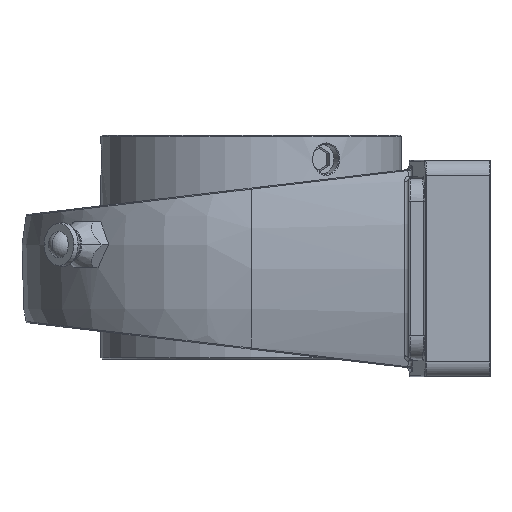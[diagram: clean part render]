
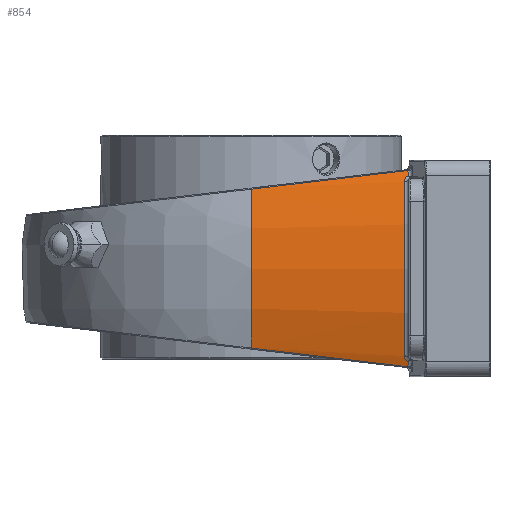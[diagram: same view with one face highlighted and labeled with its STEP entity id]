
A CAD part, left-side view. The second image highlights one B-rep face of the part: STEP entity #854.
In plain terms, the highlighted cylindrical face has radius 96.8 mm (diameter 193.6 mm), a partial arc.
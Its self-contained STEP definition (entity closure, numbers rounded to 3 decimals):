
#751 = VERTEX_POINT ( 'NONE', #3315 ) ;
#752 = ORIENTED_EDGE ( 'NONE', *, *, #894, .T. ) ;
#754 = VERTEX_POINT ( 'NONE', #3309 ) ;
#758 = VERTEX_POINT ( 'NONE', #3304 ) ;
#766 = EDGE_LOOP ( 'NONE', ( #853, #858, #846, #900, #809, #752, #863, #887 ) ) ;
#775 = VERTEX_POINT ( 'NONE', #3359 ) ;
#804 = EDGE_CURVE ( 'NONE', #839, #859, #3389, .T. ) ;
#809 = ORIENTED_EDGE ( 'NONE', *, *, #901, .T. ) ;
#833 = VERTEX_POINT ( 'NONE', #3388 ) ;
#839 = VERTEX_POINT ( 'NONE', #3372 ) ;
#840 = VERTEX_POINT ( 'NONE', #3368 ) ;
#846 = ORIENTED_EDGE ( 'NONE', *, *, #848, .T. ) ;
#848 = EDGE_CURVE ( 'NONE', #754, #839, #3365, .T. ) ;
#853 = ORIENTED_EDGE ( 'NONE', *, *, #857, .T. ) ;
#854 = ADVANCED_FACE ( 'NONE', ( #3367 ), #3371, .T. ) ;
#856 = EDGE_CURVE ( 'NONE', #751, #754, #3397, .T. ) ;
#857 = EDGE_CURVE ( 'NONE', #775, #751, #3433, .T. ) ;
#858 = ORIENTED_EDGE ( 'NONE', *, *, #856, .T. ) ;
#859 = VERTEX_POINT ( 'NONE', #3401 ) ;
#863 = ORIENTED_EDGE ( 'NONE', *, *, #889, .T. ) ;
#887 = ORIENTED_EDGE ( 'NONE', *, *, #890, .T. ) ;
#889 = EDGE_CURVE ( 'NONE', #840, #758, #3424, .T. ) ;
#890 = EDGE_CURVE ( 'NONE', #758, #775, #3415, .T. ) ;
#894 = EDGE_CURVE ( 'NONE', #833, #840, #3449, .T. ) ;
#900 = ORIENTED_EDGE ( 'NONE', *, *, #804, .T. ) ;
#901 = EDGE_CURVE ( 'NONE', #859, #833, #3471, .T. ) ;
#3304 = CARTESIAN_POINT ( 'NONE',  ( -72.922, 79.4, 26.431 ) ) ;
#3309 = CARTESIAN_POINT ( 'NONE',  ( -71.544, 27.247, -30.877 ) ) ;
#3315 = CARTESIAN_POINT ( 'NONE',  ( -70.934, 27.291, -32.631 ) ) ;
#3359 = CARTESIAN_POINT ( 'NONE',  ( -72.922, 79.4, -26.431 ) ) ;
#3363 = CARTESIAN_POINT ( 'NONE',  ( -71.544, 27.247, -30.877 ) ) ;
#3364 = CARTESIAN_POINT ( 'NONE',  ( 20.2, -45.437, 0. ) ) ;
#3365 = B_SPLINE_CURVE_WITH_KNOTS ( 'NONE', 3,
 ( #3363, #3412, #3411, #3410, #3409, #3408, #3407, #3406, #3405, #3404 ),
 .UNSPECIFIED., .F., .F.,
 ( 4, 2, 2, 2, 4 ),
 ( 0.001, 0.001, 0.002, 0.003, 0.003 ),
 .UNSPECIFIED. ) ;
#3367 = FACE_OUTER_BOUND ( 'NONE', #766, .T. ) ;
#3368 = CARTESIAN_POINT ( 'NONE',  ( -70.934, 27.291, 32.631 ) ) ;
#3369 = AXIS2_PLACEMENT_3D ( 'NONE', #3364, #3414, #3413 ) ;
#3370 = DIRECTION ( 'NONE',  ( 0., 0., 1. ) ) ;
#3371 = CYLINDRICAL_SURFACE ( 'NONE', #3369, 96.8 ) ;
#3372 = CARTESIAN_POINT ( 'NONE',  ( -72.138, 28.5, -29.05 ) ) ;
#3377 = AXIS2_PLACEMENT_3D ( 'NONE', #3380, #3381, #3370 ) ;
#3380 = CARTESIAN_POINT ( 'NONE',  ( 20.2, 28.5, 0. ) ) ;
#3381 = DIRECTION ( 'NONE',  ( 0., 1., 0. ) ) ;
#3388 = CARTESIAN_POINT ( 'NONE',  ( -71.544, 27.247, 30.877 ) ) ;
#3389 = CIRCLE ( 'NONE', #3377, 96.8 ) ;
#3393 = CARTESIAN_POINT ( 'NONE',  ( -71.544, 27.247, -30.877 ) ) ;
#3394 = CARTESIAN_POINT ( 'NONE',  ( -71.346, 27.261, -31.463 ) ) ;
#3395 = CARTESIAN_POINT ( 'NONE',  ( -71.143, 27.276, -32.048 ) ) ;
#3396 = CARTESIAN_POINT ( 'NONE',  ( -70.934, 27.291, -32.631 ) ) ;
#3397 =( BOUNDED_CURVE ( )  B_SPLINE_CURVE ( 3, ( #3396, #3395, #3394, #3393 ),
 .UNSPECIFIED., .F., .T. ) 
 B_SPLINE_CURVE_WITH_KNOTS ( ( 4, 4 ),
 ( 2.798, 2.817 ),
 .UNSPECIFIED. ) 
 CURVE ( )  GEOMETRIC_REPRESENTATION_ITEM ( )  RATIONAL_B_SPLINE_CURVE ( ( 1., 1., 1., 1. ) ) 
 REPRESENTATION_ITEM ( '' )  );
#3401 = CARTESIAN_POINT ( 'NONE',  ( -72.138, 28.5, 29.05 ) ) ;
#3404 = CARTESIAN_POINT ( 'NONE',  ( -72.138, 28.5, -29.05 ) ) ;
#3405 = CARTESIAN_POINT ( 'NONE',  ( -72.077, 28.5, -29.245 ) ) ;
#3406 = CARTESIAN_POINT ( 'NONE',  ( -72.016, 28.471, -29.437 ) ) ;
#3407 = CARTESIAN_POINT ( 'NONE',  ( -71.896, 28.356, -29.808 ) ) ;
#3408 = CARTESIAN_POINT ( 'NONE',  ( -71.84, 28.273, -29.983 ) ) ;
#3409 = CARTESIAN_POINT ( 'NONE',  ( -71.733, 28.052, -30.308 ) ) ;
#3410 = CARTESIAN_POINT ( 'NONE',  ( -71.685, 27.918, -30.452 ) ) ;
#3411 = CARTESIAN_POINT ( 'NONE',  ( -71.602, 27.608, -30.701 ) ) ;
#3412 = CARTESIAN_POINT ( 'NONE',  ( -71.568, 27.434, -30.802 ) ) ;
#3413 = DIRECTION ( 'NONE',  ( 0., 0., 1. ) ) ;
#3414 = DIRECTION ( 'NONE',  ( 0., 1., 0. ) ) ;
#3415 = CIRCLE ( 'NONE', #3423, 96.8 ) ;
#3419 = CARTESIAN_POINT ( 'NONE',  ( -72.922, 79.4, 26.431 ) ) ;
#3420 = CARTESIAN_POINT ( 'NONE',  ( -72.329, 61.846, 28.52 ) ) ;
#3421 = CARTESIAN_POINT ( 'NONE',  ( -71.666, 44.47, 30.587 ) ) ;
#3422 = CARTESIAN_POINT ( 'NONE',  ( -70.934, 27.291, 32.631 ) ) ;
#3423 = AXIS2_PLACEMENT_3D ( 'NONE', #3425, #3434, #3432 ) ;
#3424 =( BOUNDED_CURVE ( )  B_SPLINE_CURVE ( 3, ( #3422, #3421, #3420, #3419 ),
 .UNSPECIFIED., .F., .T. ) 
 B_SPLINE_CURVE_WITH_KNOTS ( ( 4, 4 ),
 ( 4.369, 4.436 ),
 .UNSPECIFIED. ) 
 CURVE ( )  GEOMETRIC_REPRESENTATION_ITEM ( )  RATIONAL_B_SPLINE_CURVE ( ( 1., 1., 1., 1. ) ) 
 REPRESENTATION_ITEM ( '' )  );
#3425 = CARTESIAN_POINT ( 'NONE',  ( 20.2, 79.4, 0. ) ) ;
#3428 = CARTESIAN_POINT ( 'NONE',  ( -70.934, 27.291, -32.631 ) ) ;
#3429 = CARTESIAN_POINT ( 'NONE',  ( -71.666, 44.47, -30.587 ) ) ;
#3430 = CARTESIAN_POINT ( 'NONE',  ( -72.329, 61.846, -28.52 ) ) ;
#3431 = CARTESIAN_POINT ( 'NONE',  ( -72.922, 79.4, -26.431 ) ) ;
#3432 = DIRECTION ( 'NONE',  ( 0., 0., -1. ) ) ;
#3433 =( BOUNDED_CURVE ( )  B_SPLINE_CURVE ( 3, ( #3431, #3430, #3429, #3428 ),
 .UNSPECIFIED., .F., .F. ) 
 B_SPLINE_CURVE_WITH_KNOTS ( ( 4, 4 ),
 ( 1.847, 1.915 ),
 .UNSPECIFIED. ) 
 CURVE ( )  GEOMETRIC_REPRESENTATION_ITEM ( )  RATIONAL_B_SPLINE_CURVE ( ( 1., 1., 1., 1. ) ) 
 REPRESENTATION_ITEM ( '' )  );
#3434 = DIRECTION ( 'NONE',  ( 0., -1., 0. ) ) ;
#3442 = CARTESIAN_POINT ( 'NONE',  ( -70.934, 27.291, 32.631 ) ) ;
#3443 = CARTESIAN_POINT ( 'NONE',  ( -71.143, 27.276, 32.048 ) ) ;
#3444 = CARTESIAN_POINT ( 'NONE',  ( -71.346, 27.261, 31.463 ) ) ;
#3445 = CARTESIAN_POINT ( 'NONE',  ( -71.544, 27.247, 30.877 ) ) ;
#3449 =( BOUNDED_CURVE ( )  B_SPLINE_CURVE ( 3, ( #3445, #3444, #3443, #3442 ),
 .UNSPECIFIED., .F., .F. ) 
 B_SPLINE_CURVE_WITH_KNOTS ( ( 4, 4 ),
 ( 3.466, 3.485 ),
 .UNSPECIFIED. ) 
 CURVE ( )  GEOMETRIC_REPRESENTATION_ITEM ( )  RATIONAL_B_SPLINE_CURVE ( ( 1., 1., 1., 1. ) ) 
 REPRESENTATION_ITEM ( '' )  );
#3460 = CARTESIAN_POINT ( 'NONE',  ( -71.544, 27.247, 30.877 ) ) ;
#3461 = CARTESIAN_POINT ( 'NONE',  ( -71.568, 27.433, 30.803 ) ) ;
#3462 = CARTESIAN_POINT ( 'NONE',  ( -71.603, 27.61, 30.7 ) ) ;
#3463 = CARTESIAN_POINT ( 'NONE',  ( -71.685, 27.917, 30.453 ) ) ;
#3464 = CARTESIAN_POINT ( 'NONE',  ( -71.734, 28.054, 30.305 ) ) ;
#3465 = CARTESIAN_POINT ( 'NONE',  ( -71.84, 28.272, 29.983 ) ) ;
#3466 = CARTESIAN_POINT ( 'NONE',  ( -71.897, 28.357, 29.806 ) ) ;
#3467 = CARTESIAN_POINT ( 'NONE',  ( -72.016, 28.471, 29.435 ) ) ;
#3468 = CARTESIAN_POINT ( 'NONE',  ( -72.077, 28.5, 29.245 ) ) ;
#3469 = CARTESIAN_POINT ( 'NONE',  ( -72.138, 28.5, 29.05 ) ) ;
#3471 = B_SPLINE_CURVE_WITH_KNOTS ( 'NONE', 3,
 ( #3469, #3468, #3467, #3466, #3465, #3464, #3463, #3462, #3461, #3460 ),
 .UNSPECIFIED., .F., .F.,
 ( 4, 2, 2, 2, 4 ),
 ( 0., 0.001, 0.001, 0.002, 0.002 ),
 .UNSPECIFIED. ) ;
